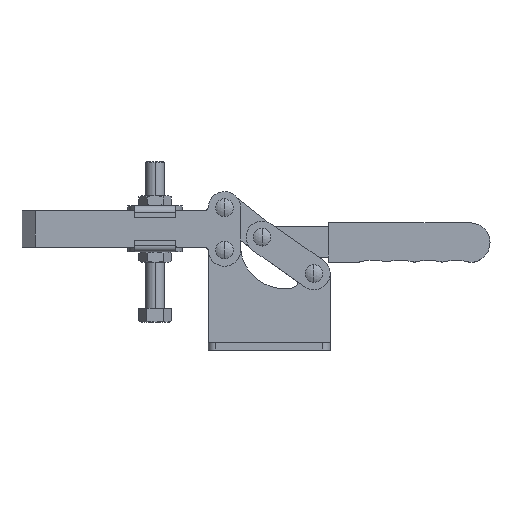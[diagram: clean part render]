
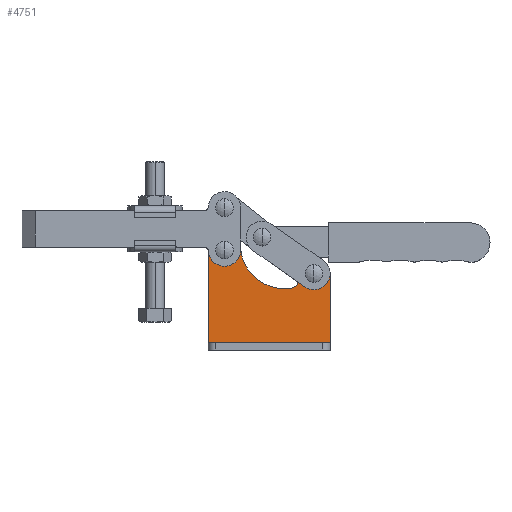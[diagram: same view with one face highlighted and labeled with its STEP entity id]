
A CAD part, top view. The second image highlights one B-rep face of the part: STEP entity #4751.
In plain terms, the highlighted planar face has unit normal (0, 0, 1).
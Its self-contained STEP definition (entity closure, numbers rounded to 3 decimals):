
#19 = VERTEX_POINT ( 'NONE', #9205 ) ;
#134 = ORIENTED_EDGE ( 'NONE', *, *, #3741, .F. ) ;
#211 = ORIENTED_EDGE ( 'NONE', *, *, #1270, .T. ) ;
#236 = ORIENTED_EDGE ( 'NONE', *, *, #8870, .T. ) ;
#317 = CIRCLE ( 'NONE', #2698, 4. ) ;
#322 = DIRECTION ( 'NONE',  ( 1., 0., 0. ) ) ;
#366 = LINE ( 'NONE', #3212, #4759 ) ;
#779 = EDGE_CURVE ( 'NONE', #2056, #6907, #317, .T. ) ;
#1094 = CARTESIAN_POINT ( 'NONE',  ( -68., 42.2, 5. ) ) ;
#1152 = EDGE_CURVE ( 'NONE', #1306, #1388, #3503, .T. ) ;
#1270 = EDGE_CURVE ( 'NONE', #4280, #1388, #5412, .T. ) ;
#1284 = EDGE_CURVE ( 'NONE', #6909, #5988, #3327, .T. ) ;
#1296 = VERTEX_POINT ( 'NONE', #4633 ) ;
#1300 = CARTESIAN_POINT ( 'NONE',  ( -22., 26.2, 5. ) ) ;
#1306 = VERTEX_POINT ( 'NONE', #6897 ) ;
#1388 = VERTEX_POINT ( 'NONE', #2562 ) ;
#1526 = ORIENTED_EDGE ( 'NONE', *, *, #7214, .T. ) ;
#1532 = EDGE_LOOP ( 'NONE', ( #3551, #8576, #6833, #2598, #3910, #1526, #236, #211 ) ) ;
#1585 = DIRECTION ( 'NONE',  ( 0., 1., 0. ) ) ;
#1850 = DIRECTION ( 'NONE',  ( 1., 0., 0. ) ) ;
#1970 = CIRCLE ( 'NONE', #7715, 4. ) ;
#2056 = VERTEX_POINT ( 'NONE', #8782 ) ;
#2064 = ORIENTED_EDGE ( 'NONE', *, *, #5859, .F. ) ;
#2067 = AXIS2_PLACEMENT_3D ( 'NONE', #8444, #2351, #3329 ) ;
#2071 = DIRECTION ( 'NONE',  ( 1., 0., 0. ) ) ;
#2186 = CARTESIAN_POINT ( 'NONE',  ( -11., 26.2, 5. ) ) ;
#2260 = EDGE_LOOP ( 'NONE', ( #7454, #2064 ) ) ;
#2318 = FACE_BOUND ( 'NONE', #2260, .T. ) ;
#2351 = DIRECTION ( 'NONE',  ( 0., 0., -1. ) ) ;
#2376 = LINE ( 'NONE', #6896, #7421 ) ;
#2500 = AXIS2_PLACEMENT_3D ( 'NONE', #4508, #3644, #3554 ) ;
#2562 = CARTESIAN_POINT ( 'NONE',  ( -83., -20.95, 5. ) ) ;
#2598 = ORIENTED_EDGE ( 'NONE', *, *, #5352, .T. ) ;
#2614 = CARTESIAN_POINT ( 'NONE',  ( -61.044, 43.18, 5. ) ) ;
#2629 = EDGE_CURVE ( 'NONE', #1306, #6909, #366, .T. ) ;
#2698 = AXIS2_PLACEMENT_3D ( 'NONE', #3933, #3922, #1850 ) ;
#2734 = FACE_OUTER_BOUND ( 'NONE', #1532, .T. ) ;
#2839 = DIRECTION ( 'NONE',  ( 1., 0., 0. ) ) ;
#3212 = CARTESIAN_POINT ( 'NONE',  ( 0., -26., 5. ) ) ;
#3257 = EDGE_CURVE ( 'NONE', #19, #6382, #1970, .T. ) ;
#3288 = DIRECTION ( 'NONE',  ( 0., 0., -1. ) ) ;
#3327 = CIRCLE ( 'NONE', #2500, 11. ) ;
#3329 = DIRECTION ( 'NONE',  ( 1., 0., 0. ) ) ;
#3503 = LINE ( 'NONE', #7832, #3678 ) ;
#3551 = ORIENTED_EDGE ( 'NONE', *, *, #1152, .F. ) ;
#3554 = DIRECTION ( 'NONE',  ( 1., 0., 0. ) ) ;
#3591 = DIRECTION ( 'NONE',  ( 0., 0., 1. ) ) ;
#3644 = DIRECTION ( 'NONE',  ( 0., 0., 1. ) ) ;
#3678 = VECTOR ( 'NONE', #7822, 1000. ) ;
#3741 = EDGE_CURVE ( 'NONE', #6382, #19, #5863, .T. ) ;
#3841 = DIRECTION ( 'NONE',  ( 0., -1., 0. ) ) ;
#3910 = ORIENTED_EDGE ( 'NONE', *, *, #5480, .T. ) ;
#3922 = DIRECTION ( 'NONE',  ( 0., 0., 1. ) ) ;
#3933 = CARTESIAN_POINT ( 'NONE',  ( -72., 42.2, 5. ) ) ;
#3952 = AXIS2_PLACEMENT_3D ( 'NONE', #6042, #3983, #6189 ) ;
#3983 = DIRECTION ( 'NONE',  ( 0., 0., 1. ) ) ;
#4246 = AXIS2_PLACEMENT_3D ( 'NONE', #7429, #7874, #5817 ) ;
#4280 = VERTEX_POINT ( 'NONE', #6708 ) ;
#4330 = VERTEX_POINT ( 'NONE', #5725 ) ;
#4508 = CARTESIAN_POINT ( 'NONE',  ( -11., 26.2, 5. ) ) ;
#4509 = CARTESIAN_POINT ( 'NONE',  ( -83., -26., 5. ) ) ;
#4633 = CARTESIAN_POINT ( 'NONE',  ( -26.167, 16.27, 5. ) ) ;
#4751 = ADVANCED_FACE ( 'NONE', ( #6730, #2318, #2734 ), #8941, .T. ) ;
#4759 = VECTOR ( 'NONE', #1585, 1000. ) ;
#5082 = CARTESIAN_POINT ( 'NONE',  ( -72., 42.2, 5. ) ) ;
#5263 = CARTESIAN_POINT ( 'NONE',  ( -31.163, 45.851, 5. ) ) ;
#5352 = EDGE_CURVE ( 'NONE', #5988, #4330, #2376, .T. ) ;
#5412 = LINE ( 'NONE', #4509, #7918 ) ;
#5416 = CARTESIAN_POINT ( 'NONE',  ( -7., 26.2, 5. ) ) ;
#5480 = EDGE_CURVE ( 'NONE', #4330, #1296, #6447, .T. ) ;
#5608 = DIRECTION ( 'NONE',  ( 0., -1., 0. ) ) ;
#5725 = CARTESIAN_POINT ( 'NONE',  ( -22., 21.2, 5. ) ) ;
#5817 = DIRECTION ( 'NONE',  ( 1., 0., 0. ) ) ;
#5859 = EDGE_CURVE ( 'NONE', #6907, #2056, #6679, .T. ) ;
#5863 = CIRCLE ( 'NONE', #4246, 4. ) ;
#5988 = VERTEX_POINT ( 'NONE', #1300 ) ;
#6042 = CARTESIAN_POINT ( 'NONE',  ( -72., 42.2, 5. ) ) ;
#6189 = DIRECTION ( 'NONE',  ( 1., 0., 0. ) ) ;
#6197 = DIRECTION ( 'NONE',  ( 0., 0., 1. ) ) ;
#6382 = VERTEX_POINT ( 'NONE', #5416 ) ;
#6447 = CIRCLE ( 'NONE', #2067, 5. ) ;
#6679 = CIRCLE ( 'NONE', #8456, 4. ) ;
#6708 = CARTESIAN_POINT ( 'NONE',  ( -83., 42.2, 5. ) ) ;
#6730 = FACE_BOUND ( 'NONE', #8680, .T. ) ;
#6833 = ORIENTED_EDGE ( 'NONE', *, *, #1284, .T. ) ;
#6896 = CARTESIAN_POINT ( 'NONE',  ( -22., 26.2, 5. ) ) ;
#6897 = CARTESIAN_POINT ( 'NONE',  ( 0., -20.95, 5. ) ) ;
#6907 = VERTEX_POINT ( 'NONE', #1094 ) ;
#6909 = VERTEX_POINT ( 'NONE', #8679 ) ;
#7214 = EDGE_CURVE ( 'NONE', #1296, #8068, #8982, .T. ) ;
#7421 = VECTOR ( 'NONE', #3841, 1000. ) ;
#7429 = CARTESIAN_POINT ( 'NONE',  ( -11., 26.2, 5. ) ) ;
#7454 = ORIENTED_EDGE ( 'NONE', *, *, #779, .F. ) ;
#7456 = CARTESIAN_POINT ( 'NONE',  ( -31.163, 45.851, 5. ) ) ;
#7532 = AXIS2_PLACEMENT_3D ( 'NONE', #7456, #8386, #9268 ) ;
#7715 = AXIS2_PLACEMENT_3D ( 'NONE', #2186, #3591, #2071 ) ;
#7822 = DIRECTION ( 'NONE',  ( -1., 0., 0. ) ) ;
#7832 = CARTESIAN_POINT ( 'NONE',  ( 0., -20.95, 5. ) ) ;
#7874 = DIRECTION ( 'NONE',  ( 0., 0., 1. ) ) ;
#7918 = VECTOR ( 'NONE', #5608, 1000. ) ;
#8068 = VERTEX_POINT ( 'NONE', #2614 ) ;
#8386 = DIRECTION ( 'NONE',  ( 0., 0., 1. ) ) ;
#8444 = CARTESIAN_POINT ( 'NONE',  ( -27., 21.2, 5. ) ) ;
#8456 = AXIS2_PLACEMENT_3D ( 'NONE', #5082, #6197, #322 ) ;
#8576 = ORIENTED_EDGE ( 'NONE', *, *, #2629, .T. ) ;
#8679 = CARTESIAN_POINT ( 'NONE',  ( 0., 26.2, 5. ) ) ;
#8680 = EDGE_LOOP ( 'NONE', ( #8934, #134 ) ) ;
#8782 = CARTESIAN_POINT ( 'NONE',  ( -76., 42.2, 5. ) ) ;
#8819 = CIRCLE ( 'NONE', #3952, 11. ) ;
#8870 = EDGE_CURVE ( 'NONE', #8068, #4280, #8819, .T. ) ;
#8934 = ORIENTED_EDGE ( 'NONE', *, *, #3257, .F. ) ;
#8941 = PLANE ( 'NONE',  #7532 ) ;
#8982 = CIRCLE ( 'NONE', #9334, 30. ) ;
#9205 = CARTESIAN_POINT ( 'NONE',  ( -15., 26.2, 5. ) ) ;
#9268 = DIRECTION ( 'NONE',  ( 1., 0., 0. ) ) ;
#9334 = AXIS2_PLACEMENT_3D ( 'NONE', #5263, #3288, #2839 ) ;
